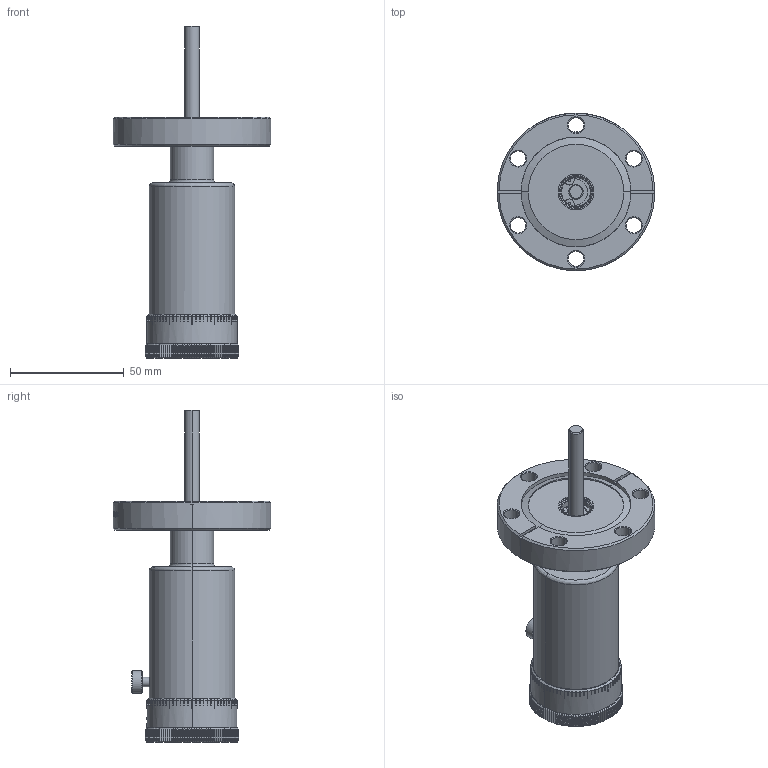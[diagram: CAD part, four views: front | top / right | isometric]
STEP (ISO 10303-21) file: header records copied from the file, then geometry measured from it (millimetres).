
FILE_DESCRIPTION (( 'STEP AP203' ), '1' );
FILE_NAME ('102110.stp', '2018-01-30T16:30:35', ( '' ), ( '' ), 'SwSTEP 2.0', 'SolidWorks 2012', '' );
FILE_SCHEMA (( 'CONFIG_CONTROL_DESIGN' ));
Length unit declared in the file: centimetre
Products named in the file (1): 102110
Bounding box: 69.34 x 69.34 x 146 mm (x, y, z)
Volume: 136403.8 mm3; surface area: 25583.4 mm2
Topology: 1 solids, 1 shells, 993 faces, 2827 edges, 1876 vertices
Faces by surface type: plane 489, cylinder 310, bspline 151, cone 43
Entity records: 60879 total; most frequent: CARTESIAN_POINT 36695, ORIENTED_EDGE 5654, DIRECTION 4235, EDGE_CURVE 2827, VERTEX_POINT 1876, AXIS2_PLACEMENT_3D 1575, LINE 1085, VECTOR 1085
